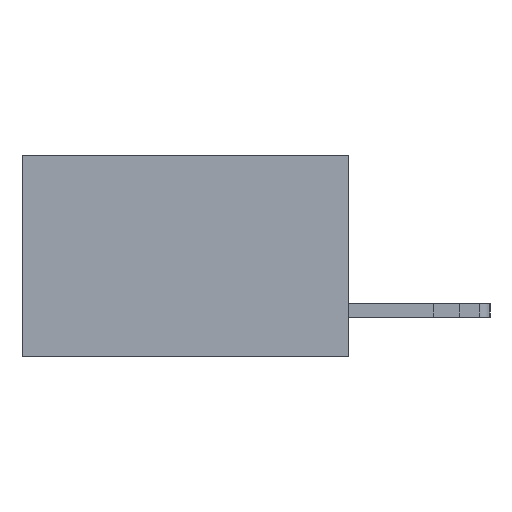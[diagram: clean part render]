
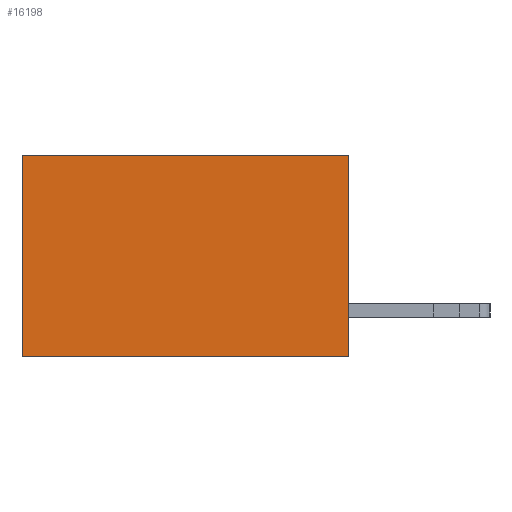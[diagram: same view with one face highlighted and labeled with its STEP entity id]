
A CAD part, left-side view. The second image highlights one B-rep face of the part: STEP entity #16198.
In plain terms, the highlighted planar face has unit normal (-1, 0, 0).
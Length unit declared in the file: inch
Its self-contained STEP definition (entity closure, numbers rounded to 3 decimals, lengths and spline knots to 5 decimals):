
#1198 = CARTESIAN_POINT ( 'NONE',  ( 0.2615, 0., -0.37 ) ) ;
#1713 = LINE ( 'NONE', #8309, #4926 ) ;
#2362 = ORIENTED_EDGE ( 'NONE', *, *, #7154, .T. ) ;
#2635 = DIRECTION ( 'NONE',  ( 1., 0., 0. ) ) ;
#3946 = PLANE ( 'NONE',  #14156 ) ;
#4518 = CARTESIAN_POINT ( 'NONE',  ( 0.2615, 0., -0.37 ) ) ;
#4626 = DIRECTION ( 'NONE',  ( 0., 1., 0. ) ) ;
#4926 = VECTOR ( 'NONE', #10445, 39.37008 ) ;
#4950 = EDGE_CURVE ( 'NONE', #10993, #6482, #16924, .T. ) ;
#5055 = EDGE_CURVE ( 'NONE', #10993, #10235, #1713, .T. ) ;
#5093 = EDGE_LOOP ( 'NONE', ( #2362, #15016, #9049, #16244 ) ) ;
#6089 = CARTESIAN_POINT ( 'NONE',  ( 0.2615, 0., -0.37 ) ) ;
#6396 = CARTESIAN_POINT ( 'NONE',  ( 0.2615, 0., 0. ) ) ;
#6482 = VERTEX_POINT ( 'NONE', #6089 ) ;
#6576 = VECTOR ( 'NONE', #7350, 39.37008 ) ;
#7154 = EDGE_CURVE ( 'NONE', #10235, #13825, #15683, .T. ) ;
#7286 = CARTESIAN_POINT ( 'NONE',  ( 0.2615, 0., -0.37 ) ) ;
#7350 = DIRECTION ( 'NONE',  ( 0., 0., -1. ) ) ;
#7547 = LINE ( 'NONE', #4518, #14855 ) ;
#7648 = EDGE_CURVE ( 'NONE', #6482, #13825, #7547, .T. ) ;
#8309 = CARTESIAN_POINT ( 'NONE',  ( 0.2615, 0., 0. ) ) ;
#8779 = VECTOR ( 'NONE', #15438, 39.37008 ) ;
#9049 = ORIENTED_EDGE ( 'NONE', *, *, #4950, .F. ) ;
#10235 = VERTEX_POINT ( 'NONE', #14319 ) ;
#10445 = DIRECTION ( 'NONE',  ( 0., 1., 0. ) ) ;
#10993 = VERTEX_POINT ( 'NONE', #6396 ) ;
#11860 = DIRECTION ( 'NONE',  ( 0., 0., -1. ) ) ;
#13825 = VERTEX_POINT ( 'NONE', #15817 ) ;
#14156 = AXIS2_PLACEMENT_3D ( 'NONE', #1198, #2635, #11860 ) ;
#14319 = CARTESIAN_POINT ( 'NONE',  ( 0.2615, 0.6, 0. ) ) ;
#14388 = FACE_OUTER_BOUND ( 'NONE', #5093, .T. ) ;
#14855 = VECTOR ( 'NONE', #4626, 39.37008 ) ;
#15016 = ORIENTED_EDGE ( 'NONE', *, *, #7648, .F. ) ;
#15438 = DIRECTION ( 'NONE',  ( 0., 0., -1. ) ) ;
#15562 = CARTESIAN_POINT ( 'NONE',  ( 0.2615, 0.6, -0.37 ) ) ;
#15683 = LINE ( 'NONE', #15562, #8779 ) ;
#15817 = CARTESIAN_POINT ( 'NONE',  ( 0.2615, 0.6, -0.37 ) ) ;
#16198 = ADVANCED_FACE ( 'NONE', ( #14388 ), #3946, .F. ) ;
#16244 = ORIENTED_EDGE ( 'NONE', *, *, #5055, .T. ) ;
#16924 = LINE ( 'NONE', #7286, #6576 ) ;
